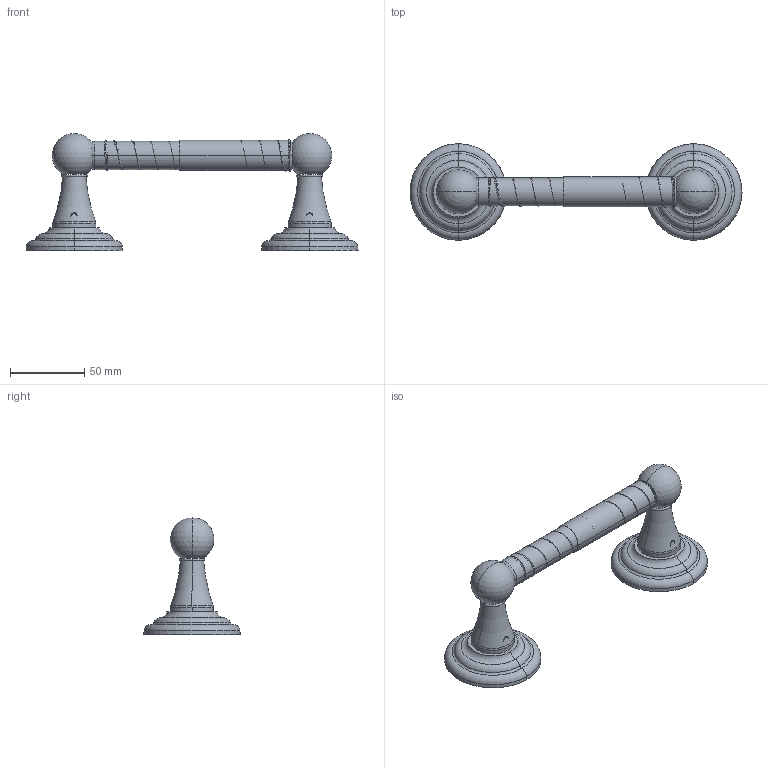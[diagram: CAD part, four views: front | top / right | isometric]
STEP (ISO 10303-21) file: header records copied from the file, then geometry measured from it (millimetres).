
FILE_DESCRIPTION((''),'2;1');
FILE_NAME('75-28_SW0001','2010-11-11T',('project'),(''),'PRO/ENGINEER BY PARAMETRIC TECHNOLOGY CORPORATION, 2009300','PRO/ENGINEER BY PARAMETRIC TECHNOLOGY CORPORATION, 2009300','');
FILE_SCHEMA(('CONFIG_CONTROL_DESIGN'));
Length unit declared in the file: inch
Products named in the file (1): 75-28_SW0001
Bounding box: 223.9 x 65.15 x 78.98 mm (x, y, z)
Surface area: 40525.8 mm2 (no closed solid volume)
Topology: 0 solids, 14 shells, 77 faces, 184 edges, 114 vertices
Faces by surface type: torus 32, bspline 16, plane 13, cylinder 8, cone 4, sphere 4
Entity records: 7756 total; most frequent: CARTESIAN_POINT 6075, DIRECTION 352, ORIENTED_EDGE 306, EDGE_CURVE 180, AXIS2_PLACEMENT_3D 169, VERTEX_POINT 114, CIRCLE 108, EDGE_LOOP 77
